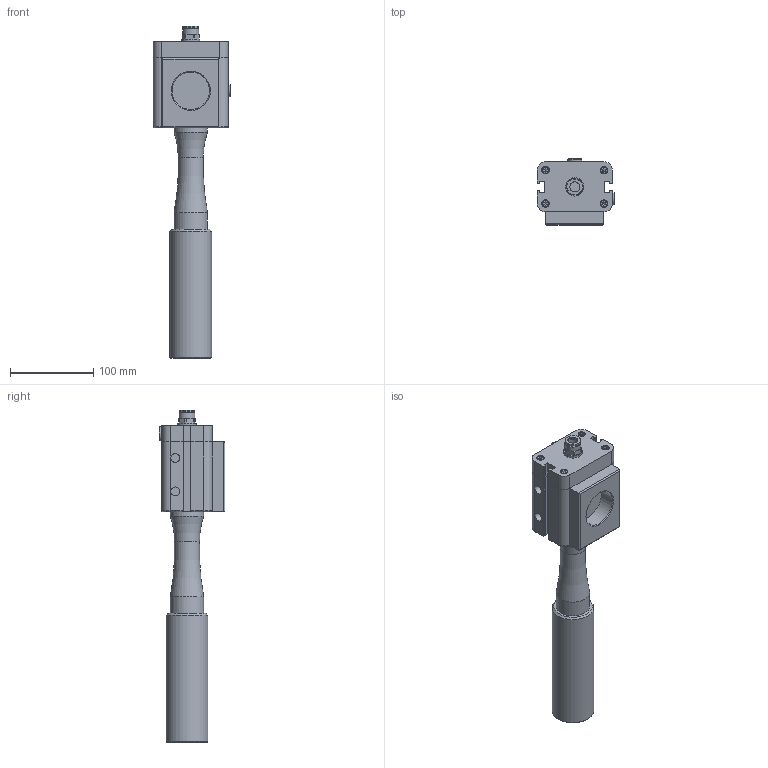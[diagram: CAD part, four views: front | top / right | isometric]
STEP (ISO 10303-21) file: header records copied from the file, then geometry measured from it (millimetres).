
FILE_DESCRIPTION(/* description */ (''),/* implementation_level */ '2;1');
FILE_NAME(/* name */ 'evkz80a.stp',/* time_stamp */ '2022-07-14T16:55:19+02:00',/* author */ ('enginyeria'),/* organization */ (''),/* preprocessor_version */ 'ST-DEVELOPER v17.2',/* originating_system */ 'Autodesk Inventor 2019',/* authorisation */ '');
FILE_SCHEMA (('AUTOMOTIVE_DESIGN { 1 0 10303 214 3 1 1 }'));
Length unit declared in the file: millimetre
Products named in the file (1): Pieza25
Bounding box: 93 x 79 x 397.67 mm (x, y, z)
Volume: 895909.1 mm3; surface area: 122166 mm2
Topology: 1 solids, 15 shells, 360 faces, 936 edges, 641 vertices
Faces by surface type: plane 206, cylinder 94, cone 46, torus 14
Full cylindrical faces by diameter (mm): 2 x1, 4.134 x4, 5 x8, 5.5 x8, 6 x4, 6.3 x4, 8 x1, 8.5 x4, 8.566 x2, 9 x4, 9.43 x4, 10.8 x2, 11.5 x1, 12 x1, 13.6 x1, 14 x1, 17 x1, 18.8 x1, 19 x1, 22 x1, 33.5 x1, 34.95 x1, 40 x2, 44.845 x1, 50 x1, 55.855 x1
Entity records: 11177 total; most frequent: CARTESIAN_POINT 2175, DIRECTION 1923, ORIENTED_EDGE 1848, EDGE_CURVE 924, AXIS2_PLACEMENT_3D 730, VERTEX_POINT 641, LINE 463, VECTOR 463
